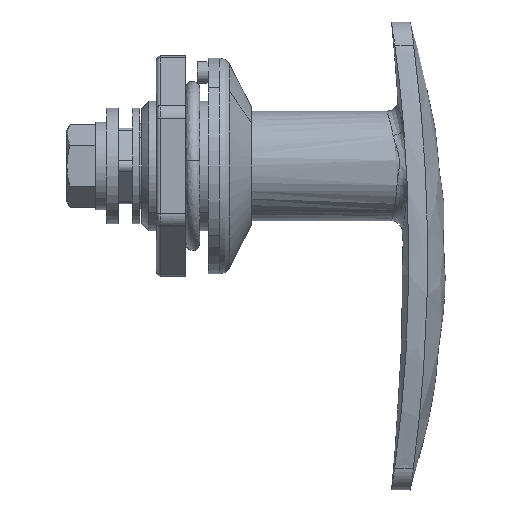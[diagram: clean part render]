
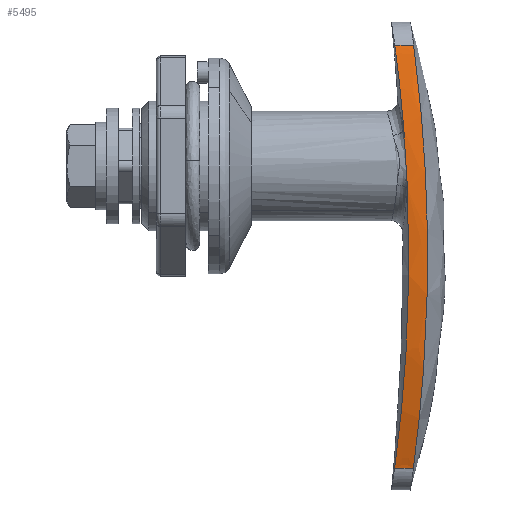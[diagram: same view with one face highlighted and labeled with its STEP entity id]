
A CAD part, left-side view. The second image highlights one B-rep face of the part: STEP entity #5495.
In plain terms, the highlighted free-form (B-spline) face has degree [3, 3] with [4, 13] control points.
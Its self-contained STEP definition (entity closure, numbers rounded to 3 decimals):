
#3955=CARTESIAN_POINT('',(-21.189,7.293,5.156));
#3956=VERTEX_POINT('',#3955);
#4161=CARTESIAN_POINT('',(-21.7,8.227,-3.141));
#4162=VERTEX_POINT('',#4161);
#4174=CARTESIAN_POINT('',(-21.189,7.293,5.156));
#4175=CARTESIAN_POINT('',(-21.328,7.564,3.437));
#4176=CARTESIAN_POINT('',(-21.518,7.913,0.671));
#4177=CARTESIAN_POINT('',(-21.655,8.152,-2.094));
#4178=CARTESIAN_POINT('',(-21.7,8.227,-3.141));
#4179=B_SPLINE_CURVE_WITH_KNOTS('',3,(#4174,#4175,#4176,#4177,#4178),.UNSPECIFIED.,.F.,.U.,(4,1,4),(0.228,0.307,0.356),.UNSPECIFIED.);
#4180=EDGE_CURVE('',#3956,#4162,#4179,.T.);
#5005=CARTESIAN_POINT('',(-19.916,3.528,-41.974));
#5006=VERTEX_POINT('',#5005);
#5047=CARTESIAN_POINT('',(-22.517,3.527,-41.975));
#5048=VERTEX_POINT('',#5047);
#5082=CARTESIAN_POINT('',(-19.916,3.528,-41.974));
#5083=CARTESIAN_POINT('',(-22.517,3.527,-41.975));
#5084=QUASI_UNIFORM_CURVE('',1,(#5082,#5083),.UNSPECIFIED.,.F.,.U.);
#5085=EDGE_CURVE('',#5006,#5048,#5084,.T.);
#5312=CARTESIAN_POINT('',(-19.941,4.646,16.789));
#5313=VERTEX_POINT('',#5312);
#5351=CARTESIAN_POINT('',(-22.542,4.646,16.789));
#5352=VERTEX_POINT('',#5351);
#5353=CARTESIAN_POINT('',(-22.542,4.646,16.789));
#5354=CARTESIAN_POINT('',(-19.941,4.646,16.789));
#5355=QUASI_UNIFORM_CURVE('',1,(#5353,#5354),.UNSPECIFIED.,.F.,.U.);
#5356=EDGE_CURVE('',#5352,#5313,#5355,.T.);
#5399=CARTESIAN_POINT('',(-19.88,4.552,17.142));
#5400=CARTESIAN_POINT('',(-20.756,4.552,17.142));
#5401=CARTESIAN_POINT('',(-21.631,4.552,17.142));
#5402=CARTESIAN_POINT('',(-22.507,4.552,17.142));
#5403=CARTESIAN_POINT('',(-19.916,4.593,16.877));
#5404=CARTESIAN_POINT('',(-20.791,4.593,16.877));
#5405=CARTESIAN_POINT('',(-21.667,4.593,16.877));
#5406=CARTESIAN_POINT('',(-22.543,4.593,16.877));
#5407=CARTESIAN_POINT('',(-20.012,4.926,16.163));
#5408=CARTESIAN_POINT('',(-20.887,4.926,16.163));
#5409=CARTESIAN_POINT('',(-21.763,4.926,16.163));
#5410=CARTESIAN_POINT('',(-22.639,4.926,16.163));
#5411=CARTESIAN_POINT('',(-20.295,5.396,13.965));
#5412=CARTESIAN_POINT('',(-21.171,5.396,13.966));
#5413=CARTESIAN_POINT('',(-22.047,5.396,13.966));
#5414=CARTESIAN_POINT('',(-22.922,5.396,13.966));
#5415=CARTESIAN_POINT('',(-20.926,6.839,8.513));
#5416=CARTESIAN_POINT('',(-21.802,6.839,8.513));
#5417=CARTESIAN_POINT('',(-22.677,6.839,8.513));
#5418=CARTESIAN_POINT('',(-23.553,6.839,8.513));
#5419=CARTESIAN_POINT('',(-21.617,8.135,-0.026));
#5420=CARTESIAN_POINT('',(-22.493,8.135,-0.026));
#5421=CARTESIAN_POINT('',(-23.368,8.135,-0.026));
#5422=CARTESIAN_POINT('',(-24.244,8.135,-0.026));
#5423=CARTESIAN_POINT('',(-22.008,8.745,-11.982));
#5424=CARTESIAN_POINT('',(-22.883,8.745,-11.982));
#5425=CARTESIAN_POINT('',(-23.759,8.745,-11.982));
#5426=CARTESIAN_POINT('',(-24.635,8.745,-11.983));
#5427=CARTESIAN_POINT('',(-21.698,7.905,-24.446));
#5428=CARTESIAN_POINT('',(-22.574,7.905,-24.446));
#5429=CARTESIAN_POINT('',(-23.45,7.905,-24.445));
#5430=CARTESIAN_POINT('',(-24.326,7.905,-24.445));
#5431=CARTESIAN_POINT('',(-20.838,5.694,-34.441));
#5432=CARTESIAN_POINT('',(-21.714,5.694,-34.442));
#5433=CARTESIAN_POINT('',(-22.59,5.694,-34.442));
#5434=CARTESIAN_POINT('',(-23.466,5.694,-34.442));
#5435=CARTESIAN_POINT('',(-20.181,4.195,-39.864));
#5436=CARTESIAN_POINT('',(-21.057,4.195,-39.864));
#5437=CARTESIAN_POINT('',(-21.933,4.195,-39.863));
#5438=CARTESIAN_POINT('',(-22.809,4.195,-39.863));
#5439=CARTESIAN_POINT('',(-19.966,3.585,-41.501));
#5440=CARTESIAN_POINT('',(-20.842,3.585,-41.501));
#5441=CARTESIAN_POINT('',(-21.718,3.585,-41.502));
#5442=CARTESIAN_POINT('',(-22.594,3.585,-41.502));
#5443=CARTESIAN_POINT('',(-19.889,3.508,-42.08));
#5444=CARTESIAN_POINT('',(-20.765,3.508,-42.08));
#5445=CARTESIAN_POINT('',(-21.64,3.508,-42.079));
#5446=CARTESIAN_POINT('',(-22.516,3.508,-42.079));
#5447=CARTESIAN_POINT('',(-19.855,3.493,-42.33));
#5448=CARTESIAN_POINT('',(-20.731,3.493,-42.329));
#5449=CARTESIAN_POINT('',(-21.606,3.493,-42.328));
#5450=CARTESIAN_POINT('',(-22.482,3.493,-42.328));
#5451=B_SPLINE_SURFACE_WITH_KNOTS('',3,3,((#5399,#5403,#5407,#5411,#5415,#5419,#5423,#5427,#5431,#5435,#5439,#5443,#5447),(#5400,#5404,#5408,#5412,#5416,#5420,#5424,#5428,#5432,#5436,#5440,#5444,#5448),(#5401,#5405,#5409,#5413,#5417,#5421,#5425,#5429,#5433,#5437,#5441,#5445,#5449),(#5402,#5406,#5410,#5414,#5418,#5422,#5426,#5430,#5434,#5438,#5442,#5446,#5450)),.UNSPECIFIED.,.F.,.F.,.U.,(4,4),(4,1,1,1,1,1,1,1,1,1,4),(0.0,2.627),(0.0,0.845,2.278,7.012,18.256,29.577,45.28,58.15,61.535,62.585,63.378),.UNSPECIFIED.);
#5452=CARTESIAN_POINT('',(-19.941,4.646,16.789));
#5453=CARTESIAN_POINT('',(-19.96,4.698,16.642));
#5454=CARTESIAN_POINT('',(-20.04,4.951,16.046));
#5455=CARTESIAN_POINT('',(-20.308,5.396,13.965));
#5456=CARTESIAN_POINT('',(-20.74,6.384,10.234));
#5457=CARTESIAN_POINT('',(-21.045,7.009,6.954));
#5458=CARTESIAN_POINT('',(-21.189,7.293,5.156));
#5459=B_SPLINE_CURVE_WITH_KNOTS('',3,(#5452,#5453,#5454,#5455,#5456,#5457,#5458),.UNSPECIFIED.,.F.,.U.,(4,1,1,1,4),(0.049,0.056,0.077,0.145,0.228),.UNSPECIFIED.);
#5460=EDGE_CURVE('',#5313,#3956,#5459,.T.);
#5461=ORIENTED_EDGE('',*,*,#5460,.T.);
#5462=ORIENTED_EDGE('',*,*,#4180,.T.);
#5463=CARTESIAN_POINT('',(-21.7,8.227,-3.141));
#5464=CARTESIAN_POINT('',(-21.806,8.406,-5.632));
#5465=CARTESIAN_POINT('',(-21.995,8.675,-13.029));
#5466=CARTESIAN_POINT('',(-21.712,7.905,-24.446));
#5467=CARTESIAN_POINT('',(-20.852,5.694,-34.441));
#5468=CARTESIAN_POINT('',(-20.195,4.195,-39.864));
#5469=CARTESIAN_POINT('',(-19.995,3.629,-41.383));
#5470=CARTESIAN_POINT('',(-19.934,3.546,-41.843));
#5471=CARTESIAN_POINT('',(-19.916,3.528,-41.974));
#5472=B_SPLINE_CURVE_WITH_KNOTS('',3,(#5463,#5464,#5465,#5466,#5467,#5468,#5469,#5470,#5471),.UNSPECIFIED.,.F.,.U.,(4,1,1,1,1,1,4),(0.356,0.471,0.698,0.884,0.932,0.948,0.954),.UNSPECIFIED.);
#5473=EDGE_CURVE('',#4162,#5006,#5472,.T.);
#5474=ORIENTED_EDGE('',*,*,#5473,.T.);
#5475=ORIENTED_EDGE('',*,*,#5085,.T.);
#5476=CARTESIAN_POINT('',(-22.542,4.646,16.789));
#5477=CARTESIAN_POINT('',(-22.561,4.698,16.642));
#5478=CARTESIAN_POINT('',(-22.641,4.951,16.045));
#5479=CARTESIAN_POINT('',(-22.909,5.396,13.966));
#5480=CARTESIAN_POINT('',(-23.54,6.839,8.513));
#5481=CARTESIAN_POINT('',(-24.231,8.135,-0.026));
#5482=CARTESIAN_POINT('',(-24.622,8.745,-11.983));
#5483=CARTESIAN_POINT('',(-24.313,7.905,-24.445));
#5484=CARTESIAN_POINT('',(-23.453,5.694,-34.442));
#5485=CARTESIAN_POINT('',(-22.795,4.195,-39.863));
#5486=CARTESIAN_POINT('',(-22.596,3.629,-41.384));
#5487=CARTESIAN_POINT('',(-22.534,3.545,-41.844));
#5488=CARTESIAN_POINT('',(-22.517,3.527,-41.975));
#5489=B_SPLINE_CURVE_WITH_KNOTS('',3,(#5476,#5477,#5478,#5479,#5480,#5481,#5482,#5483,#5484,#5485,#5486,#5487,#5488),.UNSPECIFIED.,.F.,.U.,(4,1,1,1,1,1,1,1,1,1,4),(0.049,0.056,0.077,0.145,0.307,0.471,0.698,0.884,0.932,0.948,0.954),.UNSPECIFIED.);
#5490=EDGE_CURVE('',#5352,#5048,#5489,.T.);
#5491=ORIENTED_EDGE('',*,*,#5490,.F.);
#5492=ORIENTED_EDGE('',*,*,#5356,.T.);
#5493=EDGE_LOOP('',(#5461,#5462,#5474,#5475,#5491,#5492));
#5494=FACE_OUTER_BOUND('',#5493,.T.);
#5495=ADVANCED_FACE('',(#5494),#5451,.F.);
